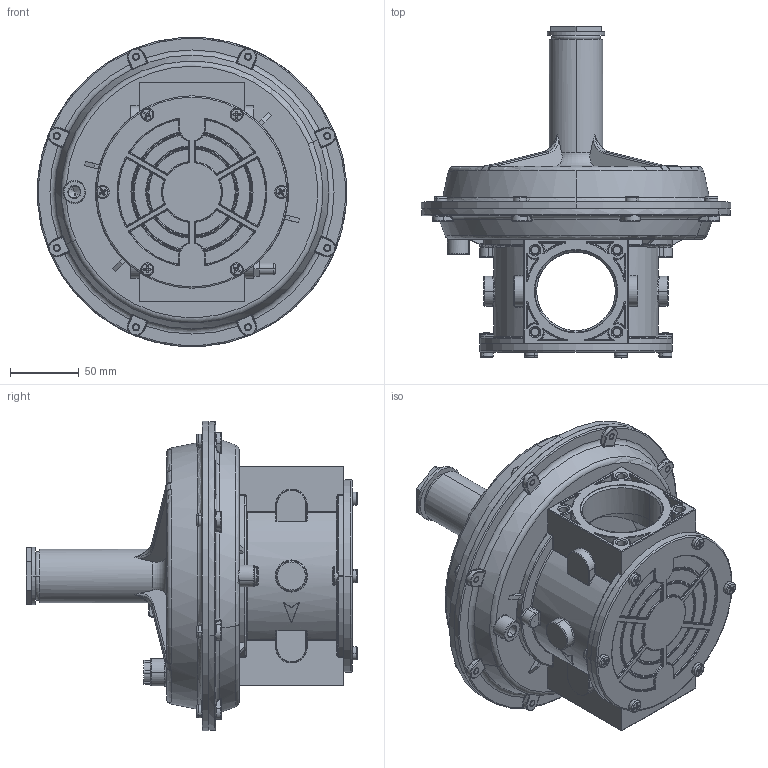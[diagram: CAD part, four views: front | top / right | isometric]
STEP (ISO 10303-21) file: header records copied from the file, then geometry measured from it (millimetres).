
FILE_DESCRIPTION((''),'2;1');
FILE_NAME('RG07_ASM','2014-02-13T',('Matteo Bolognesi'),(''),'PRO/ENGINEER BY PARAMETRIC TECHNOLOGY CORPORATION, 2012130','PRO/ENGINEER BY PARAMETRIC TECHNOLOGY CORPORATION, 2012130','');
FILE_SCHEMA(('CONFIG_CONTROL_DESIGN'));
Products named in the file (10): CO-1131; FO-0400; FL-0350; IM-0300; PRESSURETAP; OR-1280; RC06CAP; AN-0120; VITI1; RG07_ASM
Assembly tree (22 placements, depth 2):
  RG07_ASM
    CO-1131
    FO-0400
    FL-0350
    IM-0300
    PRESSURETAP
    OR-1280
    RC06CAP
    AN-0120
    VITI1  x14
Bounding box: 225 x 241.35 x 225 mm (x, y, z)
Volume: 862262.8 mm3; surface area: 399801.7 mm2
Topology: 22 solids, 47 shells, 2804 faces, 6438 edges, 3741 vertices
Faces by surface type: cylinder 915, plane 508, torus 470, bspline 383, cone 331, sphere 165, extrusion 32
Entity records: 77607 total; most frequent: CARTESIAN_POINT 34152, DIRECTION 9396, ORIENTED_EDGE 8874, EDGE_CURVE 4487, AXIS2_PLACEMENT_3D 4078, VERTEX_POINT 2597, CIRCLE 2416, EDGE_LOOP 2142
